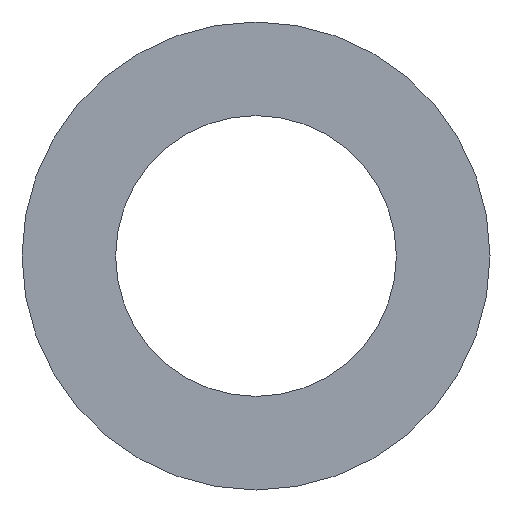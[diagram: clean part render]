
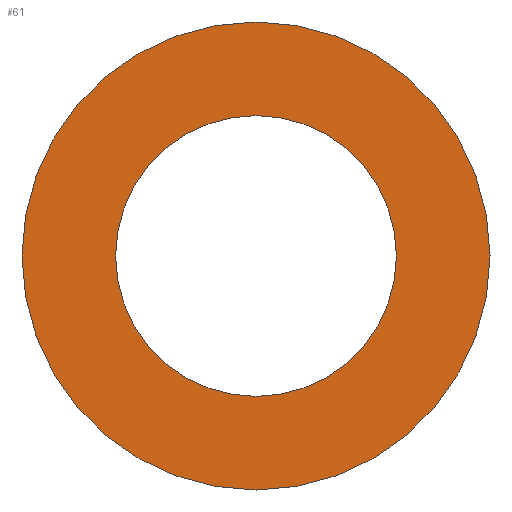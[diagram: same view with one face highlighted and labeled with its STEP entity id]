
A CAD part, front view. The second image highlights one B-rep face of the part: STEP entity #61.
In plain terms, the highlighted planar face has unit normal (0, -1, 0).
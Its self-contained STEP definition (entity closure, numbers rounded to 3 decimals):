
#5 = AXIS2_PLACEMENT_3D ( 'NONE', #194, #43, #110 ) ;
#9 = EDGE_CURVE ( 'NONE', #211, #165, #46, .T. ) ;
#19 = DIRECTION ( 'NONE',  ( 0., 0., 1. ) ) ;
#26 = DIRECTION ( 'NONE',  ( 0., 1., 0. ) ) ;
#35 = ORIENTED_EDGE ( 'NONE', *, *, #107, .F. ) ;
#36 = VERTEX_POINT ( 'NONE', #90 ) ;
#39 = CARTESIAN_POINT ( 'NONE',  ( 0., -0.25, 0. ) ) ;
#43 = DIRECTION ( 'NONE',  ( 0., 1., 0. ) ) ;
#46 = CIRCLE ( 'NONE', #178, 3.6 ) ;
#50 = ORIENTED_EDGE ( 'NONE', *, *, #98, .F. ) ;
#56 = DIRECTION ( 'NONE',  ( 0., 1., 0. ) ) ;
#60 = FACE_OUTER_BOUND ( 'NONE', #205, .T. ) ;
#61 = ADVANCED_FACE ( 'NONE', ( #60, #85 ), #139, .F. ) ;
#63 = CIRCLE ( 'NONE', #5, 6. ) ;
#64 = CARTESIAN_POINT ( 'NONE',  ( 0., -0.25, 6. ) ) ;
#74 = VERTEX_POINT ( 'NONE', #64 ) ;
#85 = FACE_BOUND ( 'NONE', #119, .T. ) ;
#90 = CARTESIAN_POINT ( 'NONE',  ( 0., -0.25, -6. ) ) ;
#91 = CARTESIAN_POINT ( 'NONE',  ( 0., -0.25, 0. ) ) ;
#92 = DIRECTION ( 'NONE',  ( 0., 0., 1. ) ) ;
#98 = EDGE_CURVE ( 'NONE', #36, #74, #63, .T. ) ;
#105 = CARTESIAN_POINT ( 'NONE',  ( 0., -0.25, 0. ) ) ;
#107 = EDGE_CURVE ( 'NONE', #74, #36, #198, .T. ) ;
#110 = DIRECTION ( 'NONE',  ( 0., 0., 1. ) ) ;
#113 = DIRECTION ( 'NONE',  ( 0., 0., 1. ) ) ;
#119 = EDGE_LOOP ( 'NONE', ( #154, #210 ) ) ;
#120 = AXIS2_PLACEMENT_3D ( 'NONE', #39, #174, #159 ) ;
#128 = DIRECTION ( 'NONE',  ( 0., 1., 0. ) ) ;
#132 = EDGE_CURVE ( 'NONE', #165, #211, #208, .T. ) ;
#139 = PLANE ( 'NONE',  #120 ) ;
#154 = ORIENTED_EDGE ( 'NONE', *, *, #132, .T. ) ;
#159 = DIRECTION ( 'NONE',  ( 0., 0., 1. ) ) ;
#161 = CARTESIAN_POINT ( 'NONE',  ( 0., -0.25, 3.6 ) ) ;
#165 = VERTEX_POINT ( 'NONE', #180 ) ;
#174 = DIRECTION ( 'NONE',  ( 0., 1., 0. ) ) ;
#176 = AXIS2_PLACEMENT_3D ( 'NONE', #91, #128, #92 ) ;
#178 = AXIS2_PLACEMENT_3D ( 'NONE', #105, #56, #19 ) ;
#180 = CARTESIAN_POINT ( 'NONE',  ( 0., -0.25, -3.6 ) ) ;
#183 = AXIS2_PLACEMENT_3D ( 'NONE', #207, #26, #113 ) ;
#194 = CARTESIAN_POINT ( 'NONE',  ( 0., -0.25, 0. ) ) ;
#198 = CIRCLE ( 'NONE', #183, 6. ) ;
#205 = EDGE_LOOP ( 'NONE', ( #50, #35 ) ) ;
#207 = CARTESIAN_POINT ( 'NONE',  ( 0., -0.25, 0. ) ) ;
#208 = CIRCLE ( 'NONE', #176, 3.6 ) ;
#210 = ORIENTED_EDGE ( 'NONE', *, *, #9, .T. ) ;
#211 = VERTEX_POINT ( 'NONE', #161 ) ;
